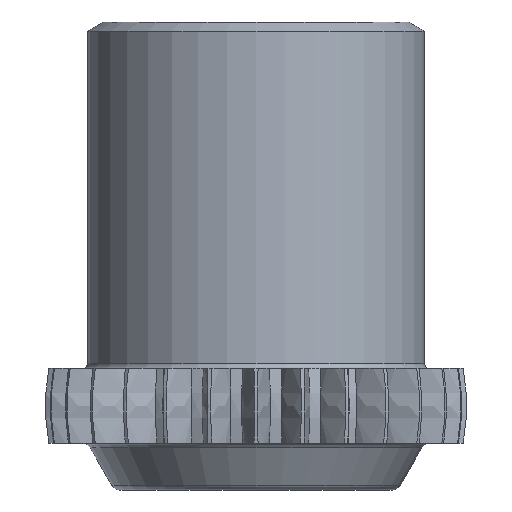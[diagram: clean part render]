
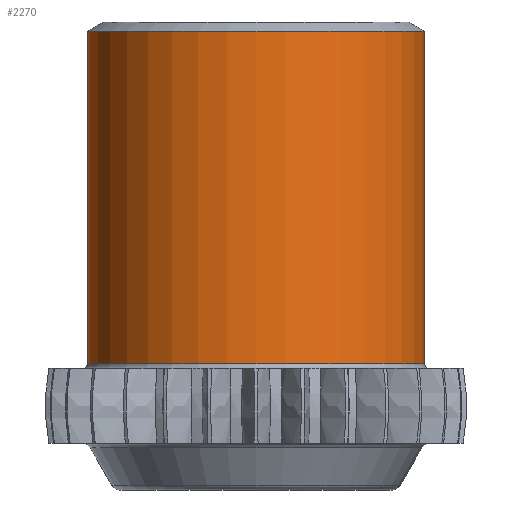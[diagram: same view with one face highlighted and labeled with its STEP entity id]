
A CAD part, left-side view. The second image highlights one B-rep face of the part: STEP entity #2270.
In plain terms, the highlighted cylindrical face has radius 18 mm (diameter 36 mm), a partial arc.
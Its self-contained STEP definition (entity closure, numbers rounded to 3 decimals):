
#3=DIRECTION('',(0.,0.,1.));
#4=VECTOR('',#3,35.5);
#5=CARTESIAN_POINT('',(0.,18.,4.5));
#6=LINE('',#5,#4);
#7=DIRECTION('',(0.,0.,1.));
#8=VECTOR('',#7,35.5);
#9=CARTESIAN_POINT('',(0.,-18.,4.5));
#10=LINE('',#9,#8);
#20=CARTESIAN_POINT('',(0.,0.,40.));
#21=DIRECTION('',(0.,0.,1.));
#22=DIRECTION('',(0.,1.,0.));
#23=AXIS2_PLACEMENT_3D('',#20,#21,#22);
#39=CARTESIAN_POINT('',(0.,0.,4.5));
#40=DIRECTION('',(0.,0.,1.));
#41=DIRECTION('',(0.,1.,0.));
#42=AXIS2_PLACEMENT_3D('',#39,#40,#41);
#2213=CARTESIAN_POINT('',(0.,18.,40.));
#2214=CARTESIAN_POINT('',(0.,-18.,40.));
#2215=VERTEX_POINT('',#2213);
#2216=VERTEX_POINT('',#2214);
#2217=CARTESIAN_POINT('',(0.,18.,4.5));
#2218=CARTESIAN_POINT('',(0.,-18.,4.5));
#2219=VERTEX_POINT('',#2217);
#2220=VERTEX_POINT('',#2218);
#2257=CARTESIAN_POINT('',(0.,0.,43.5));
#2258=DIRECTION('',(0.,0.,-1.));
#2259=DIRECTION('',(0.,-1.,0.));
#2260=AXIS2_PLACEMENT_3D('',#2257,#2258,#2259);
#2261=CYLINDRICAL_SURFACE('',#2260,18.);
#2262=ORIENTED_EDGE('',*,*,#2246,.T.);
#2264=ORIENTED_EDGE('',*,*,#2263,.T.);
#2265=ORIENTED_EDGE('',*,*,#2250,.F.);
#2267=ORIENTED_EDGE('',*,*,#2266,.F.);
#2268=EDGE_LOOP('',(#2262,#2264,#2265,#2267));
#2269=FACE_OUTER_BOUND('',#2268,.F.);
#2270=ADVANCED_FACE('',(#2269),#2261,.T.);
#24=CIRCLE('',#23,18.);
#43=CIRCLE('',#42,18.);
#2246=EDGE_CURVE('',#2219,#2215,#6,.T.);
#2250=EDGE_CURVE('',#2220,#2216,#10,.T.);
#2263=EDGE_CURVE('',#2215,#2216,#24,.T.);
#2266=EDGE_CURVE('',#2219,#2220,#43,.T.);
